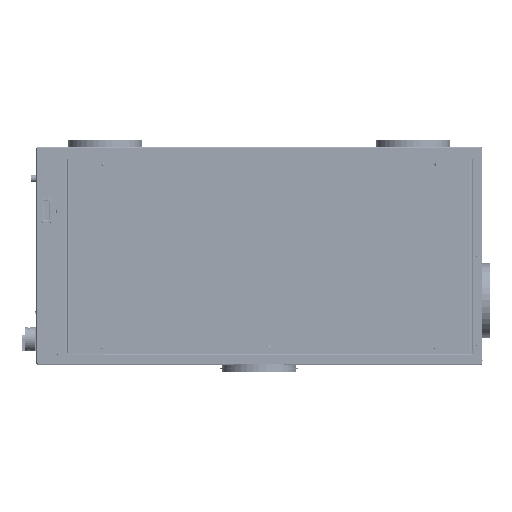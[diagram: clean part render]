
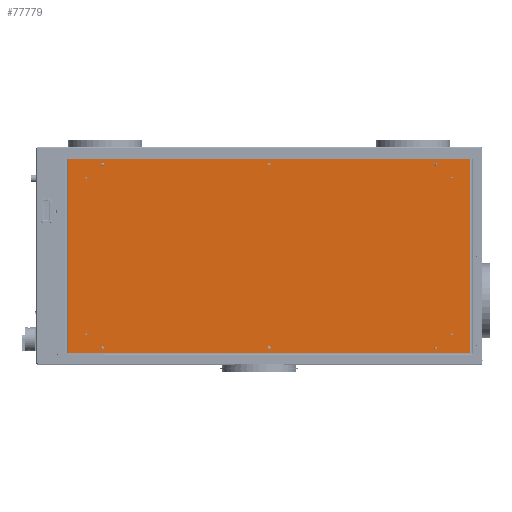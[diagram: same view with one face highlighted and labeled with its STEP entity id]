
A CAD part, top view. The second image highlights one B-rep face of the part: STEP entity #77779.
In plain terms, the highlighted planar face has unit normal (0, 0, 1).
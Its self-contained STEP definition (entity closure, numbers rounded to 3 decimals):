
#77335=DIRECTION('',(0.,1.,0.));
#77336=VECTOR('',#77335,522.);
#77337=CARTESIAN_POINT('',(-542.25,-261.,27.));
#77338=LINE('',#77337,#77336);
#77342=CARTESIAN_POINT('',(-542.25,-261.,27.));
#77360=DIRECTION('',(1.,0.,0.));
#77361=VECTOR('',#77360,1084.5);
#77362=CARTESIAN_POINT('',(-542.25,261.,27.));
#77363=LINE('',#77362,#77361);
#77367=CARTESIAN_POINT('',(492.25,211.,27.));
#77368=DIRECTION('',(0.,0.,1.));
#77369=DIRECTION('',(-1.,0.,0.));
#77370=AXIS2_PLACEMENT_3D('',#77367,#77368,#77369);
#77375=CARTESIAN_POINT('',(492.25,211.,27.));
#77376=DIRECTION('',(0.,0.,1.));
#77377=DIRECTION('',(1.,0.,0.));
#77378=AXIS2_PLACEMENT_3D('',#77375,#77376,#77377);
#77383=CARTESIAN_POINT('',(492.25,-211.,27.));
#77384=DIRECTION('',(0.,0.,1.));
#77385=DIRECTION('',(-1.,0.,0.));
#77386=AXIS2_PLACEMENT_3D('',#77383,#77384,#77385);
#77391=CARTESIAN_POINT('',(492.25,-211.,27.));
#77392=DIRECTION('',(0.,0.,1.));
#77393=DIRECTION('',(1.,0.,0.));
#77394=AXIS2_PLACEMENT_3D('',#77391,#77392,#77393);
#77399=CARTESIAN_POINT('',(-492.25,-211.,27.));
#77400=DIRECTION('',(0.,0.,1.));
#77401=DIRECTION('',(-1.,0.,0.));
#77402=AXIS2_PLACEMENT_3D('',#77399,#77400,#77401);
#77407=CARTESIAN_POINT('',(-492.25,-211.,27.));
#77408=DIRECTION('',(0.,0.,1.));
#77409=DIRECTION('',(1.,0.,0.));
#77410=AXIS2_PLACEMENT_3D('',#77407,#77408,#77409);
#77415=CARTESIAN_POINT('',(-492.25,211.,27.));
#77416=DIRECTION('',(0.,0.,1.));
#77417=DIRECTION('',(-1.,0.,0.));
#77418=AXIS2_PLACEMENT_3D('',#77415,#77416,#77417);
#77423=CARTESIAN_POINT('',(-492.25,211.,27.));
#77424=DIRECTION('',(0.,0.,1.));
#77425=DIRECTION('',(1.,0.,0.));
#77426=AXIS2_PLACEMENT_3D('',#77423,#77424,#77425);
#77431=CARTESIAN_POINT('',(0.,247.5,27.));
#77432=DIRECTION('',(0.,0.,1.));
#77433=DIRECTION('',(-1.,0.,0.));
#77434=AXIS2_PLACEMENT_3D('',#77431,#77432,#77433);
#77439=CARTESIAN_POINT('',(0.,247.5,27.));
#77440=DIRECTION('',(0.,0.,1.));
#77441=DIRECTION('',(1.,0.,0.));
#77442=AXIS2_PLACEMENT_3D('',#77439,#77440,#77441);
#77447=CARTESIAN_POINT('',(0.,-247.5,27.));
#77448=DIRECTION('',(0.,0.,1.));
#77449=DIRECTION('',(-1.,0.,0.));
#77450=AXIS2_PLACEMENT_3D('',#77447,#77448,#77449);
#77455=CARTESIAN_POINT('',(0.,-247.5,27.));
#77456=DIRECTION('',(0.,0.,1.));
#77457=DIRECTION('',(1.,0.,0.));
#77458=AXIS2_PLACEMENT_3D('',#77455,#77456,#77457);
#77463=CARTESIAN_POINT('',(448.75,-247.5,27.));
#77464=DIRECTION('',(0.,0.,1.));
#77465=DIRECTION('',(-1.,0.,0.));
#77466=AXIS2_PLACEMENT_3D('',#77463,#77464,#77465);
#77471=CARTESIAN_POINT('',(448.75,-247.5,27.));
#77472=DIRECTION('',(0.,0.,1.));
#77473=DIRECTION('',(1.,0.,0.));
#77474=AXIS2_PLACEMENT_3D('',#77471,#77472,#77473);
#77479=CARTESIAN_POINT('',(448.75,247.5,27.));
#77480=DIRECTION('',(0.,0.,1.));
#77481=DIRECTION('',(-1.,0.,0.));
#77482=AXIS2_PLACEMENT_3D('',#77479,#77480,#77481);
#77487=CARTESIAN_POINT('',(448.75,247.5,27.));
#77488=DIRECTION('',(0.,0.,1.));
#77489=DIRECTION('',(1.,0.,0.));
#77490=AXIS2_PLACEMENT_3D('',#77487,#77488,#77489);
#77495=CARTESIAN_POINT('',(-448.75,247.5,27.));
#77496=DIRECTION('',(0.,0.,1.));
#77497=DIRECTION('',(-1.,0.,0.));
#77498=AXIS2_PLACEMENT_3D('',#77495,#77496,#77497);
#77503=CARTESIAN_POINT('',(-448.75,247.5,27.));
#77504=DIRECTION('',(0.,0.,1.));
#77505=DIRECTION('',(1.,0.,0.));
#77506=AXIS2_PLACEMENT_3D('',#77503,#77504,#77505);
#77511=CARTESIAN_POINT('',(-448.75,-247.5,27.));
#77512=DIRECTION('',(0.,0.,1.));
#77513=DIRECTION('',(-1.,0.,0.));
#77514=AXIS2_PLACEMENT_3D('',#77511,#77512,#77513);
#77519=CARTESIAN_POINT('',(-448.75,-247.5,27.));
#77520=DIRECTION('',(0.,0.,1.));
#77521=DIRECTION('',(1.,0.,0.));
#77522=AXIS2_PLACEMENT_3D('',#77519,#77520,#77521);
#77552=DIRECTION('',(0.,-1.,0.));
#77553=VECTOR('',#77552,522.);
#77554=CARTESIAN_POINT('',(542.25,261.,27.));
#77555=LINE('',#77554,#77553);
#77559=CARTESIAN_POINT('',(542.25,261.,27.));
#77601=DIRECTION('',(-1.,0.,0.));
#77602=VECTOR('',#77601,1084.5);
#77603=CARTESIAN_POINT('',(542.25,-261.,27.));
#77604=LINE('',#77603,#77602);
#77608=CARTESIAN_POINT('',(542.25,-261.,27.));
#77629=VERTEX_POINT('',#77342);
#77630=CARTESIAN_POINT('',(-542.25,261.,27.));
#77631=VERTEX_POINT('',#77630);
#77636=VERTEX_POINT('',#77608);
#77641=VERTEX_POINT('',#77559);
#77642=CARTESIAN_POINT('',(489.65,211.,27.));
#77643=CARTESIAN_POINT('',(494.85,211.,27.));
#77644=VERTEX_POINT('',#77642);
#77645=VERTEX_POINT('',#77643);
#77646=CARTESIAN_POINT('',(489.65,-211.,27.));
#77647=CARTESIAN_POINT('',(494.85,-211.,27.));
#77648=VERTEX_POINT('',#77646);
#77649=VERTEX_POINT('',#77647);
#77650=CARTESIAN_POINT('',(-494.85,-211.,27.));
#77651=CARTESIAN_POINT('',(-489.65,-211.,27.));
#77652=VERTEX_POINT('',#77650);
#77653=VERTEX_POINT('',#77651);
#77654=CARTESIAN_POINT('',(-494.85,211.,27.));
#77655=CARTESIAN_POINT('',(-489.65,211.,27.));
#77656=VERTEX_POINT('',#77654);
#77657=VERTEX_POINT('',#77655);
#77658=CARTESIAN_POINT('',(-2.75,247.5,27.));
#77659=CARTESIAN_POINT('',(2.75,247.5,27.));
#77660=VERTEX_POINT('',#77658);
#77661=VERTEX_POINT('',#77659);
#77662=CARTESIAN_POINT('',(-2.75,-247.5,27.));
#77663=CARTESIAN_POINT('',(2.75,-247.5,27.));
#77664=VERTEX_POINT('',#77662);
#77665=VERTEX_POINT('',#77663);
#77666=CARTESIAN_POINT('',(446.,-247.5,27.));
#77667=CARTESIAN_POINT('',(451.5,-247.5,27.));
#77668=VERTEX_POINT('',#77666);
#77669=VERTEX_POINT('',#77667);
#77670=CARTESIAN_POINT('',(446.,247.5,27.));
#77671=CARTESIAN_POINT('',(451.5,247.5,27.));
#77672=VERTEX_POINT('',#77670);
#77673=VERTEX_POINT('',#77671);
#77674=CARTESIAN_POINT('',(-451.5,247.5,27.));
#77675=CARTESIAN_POINT('',(-446.,247.5,27.));
#77676=VERTEX_POINT('',#77674);
#77677=VERTEX_POINT('',#77675);
#77678=CARTESIAN_POINT('',(-451.5,-247.5,27.));
#77679=CARTESIAN_POINT('',(-446.,-247.5,27.));
#77680=VERTEX_POINT('',#77678);
#77681=VERTEX_POINT('',#77679);
#77705=CARTESIAN_POINT('',(0.,0.,27.));
#77706=DIRECTION('',(0.,0.,1.));
#77707=DIRECTION('',(1.,0.,0.));
#77708=AXIS2_PLACEMENT_3D('',#77705,#77706,#77707);
#77709=PLANE('',#77708);
#77710=ORIENTED_EDGE('',*,*,#77691,.T.);
#77712=ORIENTED_EDGE('',*,*,#77711,.T.);
#77714=ORIENTED_EDGE('',*,*,#77713,.T.);
#77716=ORIENTED_EDGE('',*,*,#77715,.T.);
#77717=EDGE_LOOP('',(#77710,#77712,#77714,#77716));
#77718=FACE_OUTER_BOUND('',#77717,.F.);
#77720=ORIENTED_EDGE('',*,*,#77719,.T.);
#77722=ORIENTED_EDGE('',*,*,#77721,.T.);
#77723=EDGE_LOOP('',(#77720,#77722));
#77724=FACE_BOUND('',#77723,.F.);
#77726=ORIENTED_EDGE('',*,*,#77725,.T.);
#77728=ORIENTED_EDGE('',*,*,#77727,.T.);
#77729=EDGE_LOOP('',(#77726,#77728));
#77730=FACE_BOUND('',#77729,.F.);
#77732=ORIENTED_EDGE('',*,*,#77731,.T.);
#77734=ORIENTED_EDGE('',*,*,#77733,.T.);
#77735=EDGE_LOOP('',(#77732,#77734));
#77736=FACE_BOUND('',#77735,.F.);
#77738=ORIENTED_EDGE('',*,*,#77737,.T.);
#77740=ORIENTED_EDGE('',*,*,#77739,.T.);
#77741=EDGE_LOOP('',(#77738,#77740));
#77742=FACE_BOUND('',#77741,.F.);
#77744=ORIENTED_EDGE('',*,*,#77743,.T.);
#77746=ORIENTED_EDGE('',*,*,#77745,.T.);
#77747=EDGE_LOOP('',(#77744,#77746));
#77748=FACE_BOUND('',#77747,.F.);
#77750=ORIENTED_EDGE('',*,*,#77749,.T.);
#77752=ORIENTED_EDGE('',*,*,#77751,.T.);
#77753=EDGE_LOOP('',(#77750,#77752));
#77754=FACE_BOUND('',#77753,.F.);
#77756=ORIENTED_EDGE('',*,*,#77755,.T.);
#77758=ORIENTED_EDGE('',*,*,#77757,.T.);
#77759=EDGE_LOOP('',(#77756,#77758));
#77760=FACE_BOUND('',#77759,.F.);
#77762=ORIENTED_EDGE('',*,*,#77761,.T.);
#77764=ORIENTED_EDGE('',*,*,#77763,.T.);
#77765=EDGE_LOOP('',(#77762,#77764));
#77766=FACE_BOUND('',#77765,.F.);
#77768=ORIENTED_EDGE('',*,*,#77767,.T.);
#77770=ORIENTED_EDGE('',*,*,#77769,.T.);
#77771=EDGE_LOOP('',(#77768,#77770));
#77772=FACE_BOUND('',#77771,.F.);
#77774=ORIENTED_EDGE('',*,*,#77773,.T.);
#77776=ORIENTED_EDGE('',*,*,#77775,.T.);
#77777=EDGE_LOOP('',(#77774,#77776));
#77778=FACE_BOUND('',#77777,.F.);
#77371=CIRCLE('',#77370,2.6);
#77379=CIRCLE('',#77378,2.6);
#77387=CIRCLE('',#77386,2.6);
#77395=CIRCLE('',#77394,2.6);
#77403=CIRCLE('',#77402,2.6);
#77411=CIRCLE('',#77410,2.6);
#77419=CIRCLE('',#77418,2.6);
#77427=CIRCLE('',#77426,2.6);
#77435=CIRCLE('',#77434,2.75);
#77443=CIRCLE('',#77442,2.75);
#77451=CIRCLE('',#77450,2.75);
#77459=CIRCLE('',#77458,2.75);
#77467=CIRCLE('',#77466,2.75);
#77475=CIRCLE('',#77474,2.75);
#77483=CIRCLE('',#77482,2.75);
#77491=CIRCLE('',#77490,2.75);
#77499=CIRCLE('',#77498,2.75);
#77507=CIRCLE('',#77506,2.75);
#77515=CIRCLE('',#77514,2.75);
#77523=CIRCLE('',#77522,2.75);
#77691=EDGE_CURVE('',#77629,#77631,#77338,.T.);
#77711=EDGE_CURVE('',#77631,#77641,#77363,.T.);
#77713=EDGE_CURVE('',#77641,#77636,#77555,.T.);
#77715=EDGE_CURVE('',#77636,#77629,#77604,.T.);
#77719=EDGE_CURVE('',#77644,#77645,#77371,.T.);
#77721=EDGE_CURVE('',#77645,#77644,#77379,.T.);
#77725=EDGE_CURVE('',#77648,#77649,#77387,.T.);
#77727=EDGE_CURVE('',#77649,#77648,#77395,.T.);
#77731=EDGE_CURVE('',#77652,#77653,#77403,.T.);
#77733=EDGE_CURVE('',#77653,#77652,#77411,.T.);
#77737=EDGE_CURVE('',#77656,#77657,#77419,.T.);
#77739=EDGE_CURVE('',#77657,#77656,#77427,.T.);
#77743=EDGE_CURVE('',#77660,#77661,#77435,.T.);
#77745=EDGE_CURVE('',#77661,#77660,#77443,.T.);
#77749=EDGE_CURVE('',#77664,#77665,#77451,.T.);
#77751=EDGE_CURVE('',#77665,#77664,#77459,.T.);
#77755=EDGE_CURVE('',#77668,#77669,#77467,.T.);
#77757=EDGE_CURVE('',#77669,#77668,#77475,.T.);
#77761=EDGE_CURVE('',#77672,#77673,#77483,.T.);
#77763=EDGE_CURVE('',#77673,#77672,#77491,.T.);
#77767=EDGE_CURVE('',#77676,#77677,#77499,.T.);
#77769=EDGE_CURVE('',#77677,#77676,#77507,.T.);
#77773=EDGE_CURVE('',#77680,#77681,#77515,.T.);
#77775=EDGE_CURVE('',#77681,#77680,#77523,.T.);
#77779=ADVANCED_FACE('',(#77718,#77724,#77730,#77736,#77742,#77748,#77754,
#77760,#77766,#77772,#77778),#77709,.T.);
